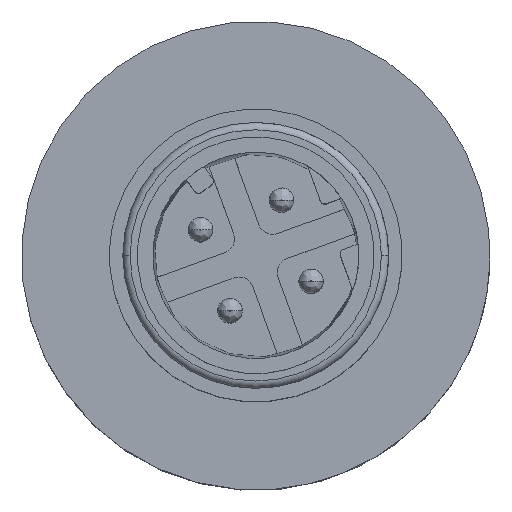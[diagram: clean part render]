
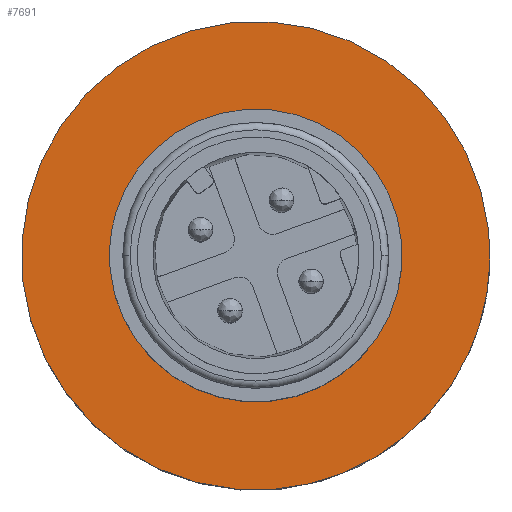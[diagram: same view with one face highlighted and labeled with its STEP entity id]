
A CAD part, top view. The second image highlights one B-rep face of the part: STEP entity #7691.
In plain terms, the highlighted planar face has unit normal (0, 0, 1).
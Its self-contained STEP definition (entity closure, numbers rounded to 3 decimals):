
#277=CARTESIAN_POINT('',(20.483,31.86,-6.902));
#278=DIRECTION('',(0.,0.,1.));
#279=DIRECTION('',(-0.994,-0.109,0.));
#280=AXIS2_PLACEMENT_3D('',#277,#278,#279);
#285=CARTESIAN_POINT('',(20.483,31.86,-6.902));
#286=DIRECTION('',(0.,0.,1.));
#287=DIRECTION('',(0.994,0.109,0.));
#288=AXIS2_PLACEMENT_3D('',#285,#286,#287);
#293=CARTESIAN_POINT('',(20.483,31.86,-6.902));
#294=DIRECTION('',(0.,0.,1.));
#295=DIRECTION('',(0.906,-0.423,0.));
#296=AXIS2_PLACEMENT_3D('',#293,#294,#295);
#301=CARTESIAN_POINT('',(20.483,31.86,-6.902));
#302=DIRECTION('',(0.,0.,1.));
#303=DIRECTION('',(0.084,-0.996,0.));
#304=AXIS2_PLACEMENT_3D('',#301,#302,#303);
#309=CARTESIAN_POINT('',(20.483,31.86,-6.902));
#310=DIRECTION('',(0.,0.,-1.));
#311=DIRECTION('',(-0.995,-0.096,0.));
#312=AXIS2_PLACEMENT_3D('',#309,#310,#311);
#317=CARTESIAN_POINT('',(20.483,31.86,-6.902));
#318=DIRECTION('',(0.,0.,-1.));
#319=DIRECTION('',(0.995,0.096,0.));
#320=AXIS2_PLACEMENT_3D('',#317,#318,#319);
#325=CARTESIAN_POINT('',(20.483,31.86,-6.902));
#326=DIRECTION('',(0.,0.,-1.));
#327=DIRECTION('',(-0.956,0.292,0.));
#328=AXIS2_PLACEMENT_3D('',#325,#326,#327);
#6690=CARTESIAN_POINT('',(30.025,32.908,-6.902));
#6692=VERTEX_POINT('',#6690);
#6694=CARTESIAN_POINT('',(10.94,30.813,-6.902));
#6695=VERTEX_POINT('',#6694);
#7316=CARTESIAN_POINT('',(26.455,32.438,-6.902));
#7317=CARTESIAN_POINT('',(14.511,31.283,-6.902));
#7318=VERTEX_POINT('',#7316);
#7319=VERTEX_POINT('',#7317);
#7320=CARTESIAN_POINT('',(14.745,33.614,-6.902));
#7321=VERTEX_POINT('',#7320);
#7322=CARTESIAN_POINT('',(21.29,22.294,-6.902));
#7323=CARTESIAN_POINT('',(29.183,27.803,-6.902));
#7324=VERTEX_POINT('',#7322);
#7325=VERTEX_POINT('',#7323);
#7672=CARTESIAN_POINT('',(17.325,38.147,-6.902));
#7673=DIRECTION('',(0.,0.,1.));
#7674=DIRECTION('',(-0.906,0.423,0.));
#7675=AXIS2_PLACEMENT_3D('',#7672,#7673,#7674);
#7676=PLANE('',#7675);
#7677=ORIENTED_EDGE('',*,*,#7660,.F.);
#7678=ORIENTED_EDGE('',*,*,#7648,.F.);
#7679=ORIENTED_EDGE('',*,*,#7664,.F.);
#7680=ORIENTED_EDGE('',*,*,#7662,.F.);
#7681=EDGE_LOOP('',(#7677,#7678,#7679,#7680));
#7682=FACE_OUTER_BOUND('',#7681,.F.);
#7684=ORIENTED_EDGE('',*,*,#7683,.F.);
#7686=ORIENTED_EDGE('',*,*,#7685,.F.);
#7688=ORIENTED_EDGE('',*,*,#7687,.F.);
#7689=EDGE_LOOP('',(#7684,#7686,#7688));
#7690=FACE_BOUND('',#7689,.F.);
#7691=ADVANCED_FACE('',(#7682,#7690),#7676,.T.);
#281=CIRCLE('',#280,9.6);
#289=CIRCLE('',#288,9.6);
#297=CIRCLE('',#296,9.6);
#305=CIRCLE('',#304,9.6);
#313=CIRCLE('',#312,6.);
#321=CIRCLE('',#320,6.);
#329=CIRCLE('',#328,6.);
#7648=EDGE_CURVE('',#6692,#6695,#289,.T.);
#7660=EDGE_CURVE('',#6695,#7324,#281,.T.);
#7662=EDGE_CURVE('',#7324,#7325,#305,.T.);
#7664=EDGE_CURVE('',#7325,#6692,#297,.T.);
#7683=EDGE_CURVE('',#7319,#7321,#313,.T.);
#7685=EDGE_CURVE('',#7318,#7319,#321,.T.);
#7687=EDGE_CURVE('',#7321,#7318,#329,.T.);
